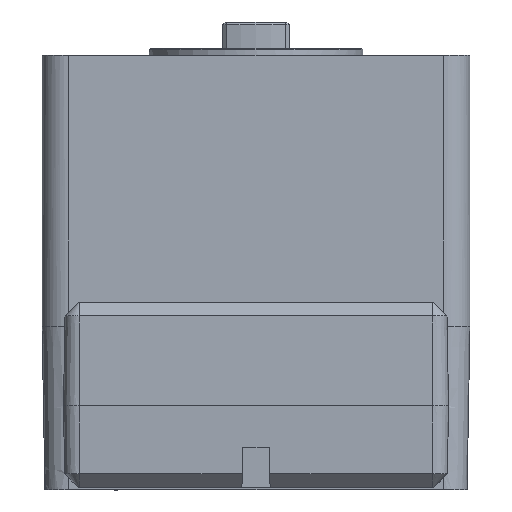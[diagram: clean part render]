
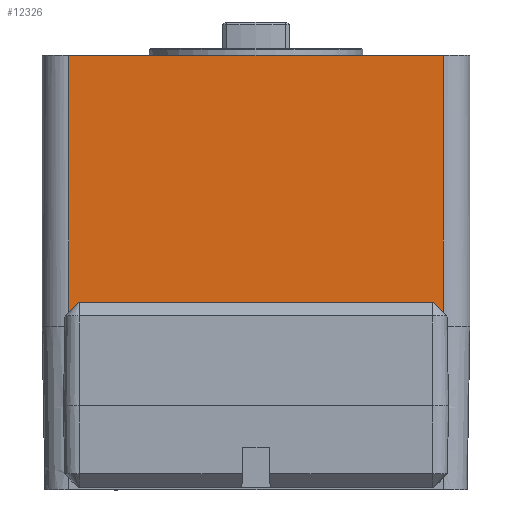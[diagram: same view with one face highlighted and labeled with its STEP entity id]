
A CAD part, front view. The second image highlights one B-rep face of the part: STEP entity #12326.
In plain terms, the highlighted planar face has unit normal (0, -1, 0).
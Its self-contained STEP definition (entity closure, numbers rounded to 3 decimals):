
#11958=CARTESIAN_POINT('',(13.283,-31.,-19.));
#11959=VERTEX_POINT('',#11958);
#11966=CARTESIAN_POINT('',(-13.283,-31.,-19.));
#11967=VERTEX_POINT('',#11966);
#11968=CARTESIAN_POINT('',(-13.283,-31.,-19.));
#11969=DIRECTION('',(1.0,0.0,0.0));
#11970=VECTOR('',#11969,1.0);
#11971=LINE('',#11968,#11970);
#11972=EDGE_CURVE('',#11967,#11959,#11971,.T.);
#12129=CARTESIAN_POINT('',(-14.,-31.,-19.705));
#12130=VERTEX_POINT('',#12129);
#12131=CARTESIAN_POINT('',(-13.283,-31.,-19.));
#12132=DIRECTION('',(-0.713,0.,-0.701));
#12133=VECTOR('',#12132,1.);
#12134=LINE('',#12131,#12133);
#12135=EDGE_CURVE('',#11967,#12130,#12134,.T.);
#12194=CARTESIAN_POINT('',(14.,-31.,-19.705));
#12195=VERTEX_POINT('',#12194);
#12203=CARTESIAN_POINT('',(14.,-31.,-19.705));
#12204=DIRECTION('',(-0.713,0.0,0.701));
#12205=VECTOR('',#12204,1.);
#12206=LINE('',#12203,#12205);
#12207=EDGE_CURVE('',#12195,#11959,#12206,.T.);
#12280=CARTESIAN_POINT('',(-14.,-31.,-0.5));
#12281=VERTEX_POINT('',#12280);
#12282=CARTESIAN_POINT('',(-14.,-31.,-19.705));
#12283=DIRECTION('',(0.0,0.,1.0));
#12284=VECTOR('',#12283,1.0);
#12285=LINE('',#12282,#12284);
#12286=EDGE_CURVE('',#12130,#12281,#12285,.T.);
#12301=CARTESIAN_POINT('',(-15.4,-31.,-20.215));
#12302=DIRECTION('',(0.0,-1.0,0.0));
#12303=DIRECTION('',(1.0,0.0,0.0));
#12304=AXIS2_PLACEMENT_3D('',#12301,#12302,#12303);
#12305=PLANE('',#12304);
#12306=ORIENTED_EDGE('',*,*,#11972,.T.);
#12307=ORIENTED_EDGE('',*,*,#12207,.F.);
#12308=CARTESIAN_POINT('',(14.,-31.,-0.5));
#12309=VERTEX_POINT('',#12308);
#12310=CARTESIAN_POINT('',(14.,-31.,-19.705));
#12311=DIRECTION('',(0.,0.,1.0));
#12312=VECTOR('',#12311,1.0);
#12313=LINE('',#12310,#12312);
#12314=EDGE_CURVE('',#12195,#12309,#12313,.T.);
#12315=ORIENTED_EDGE('',*,*,#12314,.T.);
#12316=CARTESIAN_POINT('',(14.,-31.,-0.5));
#12317=DIRECTION('',(-1.0,0.,0.));
#12318=VECTOR('',#12317,1.0);
#12319=LINE('',#12316,#12318);
#12320=EDGE_CURVE('',#12309,#12281,#12319,.T.);
#12321=ORIENTED_EDGE('',*,*,#12320,.T.);
#12322=ORIENTED_EDGE('',*,*,#12286,.F.);
#12323=ORIENTED_EDGE('',*,*,#12135,.F.);
#12324=EDGE_LOOP('',(#12306,#12307,#12315,#12321,#12322,#12323));
#12325=FACE_OUTER_BOUND('',#12324,.T.);
#12326=ADVANCED_FACE('',(#12325),#12305,.T.);
